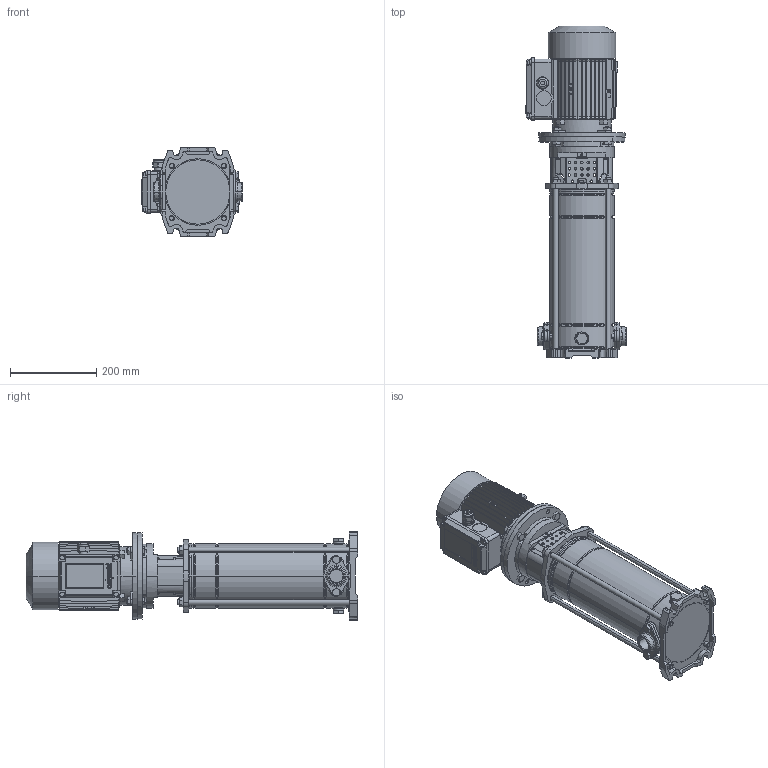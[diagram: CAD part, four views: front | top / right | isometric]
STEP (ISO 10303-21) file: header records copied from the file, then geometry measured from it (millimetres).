
FILE_DESCRIPTION (( 'STEP AP214' ), '1' );
FILE_NAME ('10008106swa01.step', '2022-05-02T09:30:06', ( '' ), ( '' ), 'SwSTEP 2.0', 'SolidWorks 2020', '' );
FILE_SCHEMA (( 'AUTOMOTIVE_DESIGN' ));
Length unit declared in the file: millimetre
Products named in the file (17): 10007646swp00_MXV 25-310 O; 10007641swp00; 10007576swa00_M80 VERT.; 4_92_266_REV00; 10008487swp00_LAVORATO; 10000015swn00_M10x35 8.8 ZINCATA; 10000005swn00_M12 õ; 10007654swp00; 10000004swn00_M10 6S ZINCATO; 10007431swp00_Flangia mot. 90; 10007653swp00_M12X417; 10007670swn00_M20x1.5; 10000015swn00_M10x20 A2; 10007570swp00_80 SZ VER.; 10007568swp00_M80 B5-De200; 10008798swn00_OR3181 - 45.69x2.62 - EPDM; 10008106swa01
Assembly tree (34 placements, depth 3):
  10008106swa01
    10007641swp00
    10007646swp00_MXV 25-310 O
    10007654swp00
    10007431swp00_Flangia mot. 90
    10007653swp00_M12X417  x4
    10000005swn00_M12 õ  x4
    4_92_266_REV00  x2
    10007576swa00_M80 VERT.
      10007568swp00_M80 B5-De200
      10007570swp00_80 SZ VER.
      10007670swn00_M20x1.5
    10000004swn00_M10 6S ZINCATO  x4
    10000015swn00_M10x35 8.8 ZINCATA  x4
    10008798swn00_OR3181 - 45.69x2.62 - EPDM  x2
    10008487swp00_LAVORATO  x2
    10000015swn00_M10x20 A2  x4
Bounding box: 233.2 x 768.5 x 205 mm (x, y, z)
Volume: 13430627.4 mm3; surface area: 1139152.6 mm2
Topology: 35 solids, 36 shells, 2553 faces, 6443 edges, 4056 vertices
Faces by surface type: plane 1232, cylinder 656, cone 415, bspline 120, torus 118, sphere 12
Entity records: 67772 total; most frequent: CARTESIAN_POINT 16257, ORIENTED_EDGE 10626, DIRECTION 10133, EDGE_CURVE 5313, AXIS2_PLACEMENT_3D 3547, VERTEX_POINT 3391, LINE 3039, VECTOR 3039
